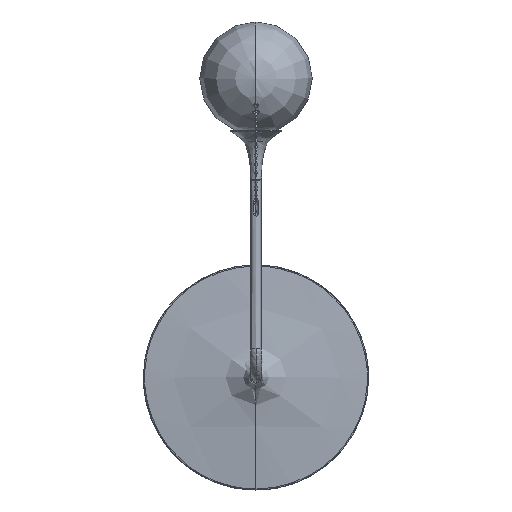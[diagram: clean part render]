
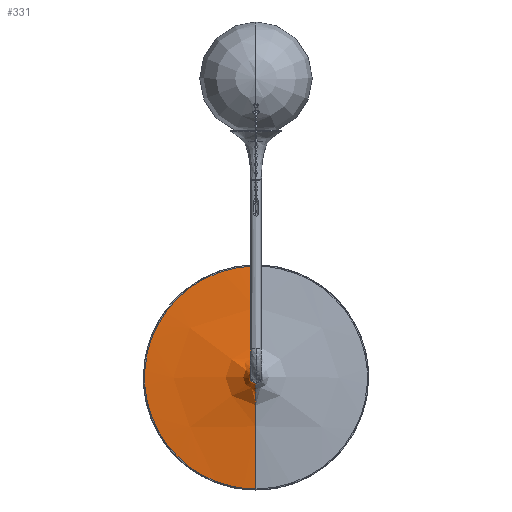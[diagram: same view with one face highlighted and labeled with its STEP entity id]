
A CAD part, top view. The second image highlights one B-rep face of the part: STEP entity #331.
In plain terms, the highlighted free-form (B-spline) face has degree [3, 5] with [4, 6] control points.
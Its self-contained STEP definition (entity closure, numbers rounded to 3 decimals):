
#331=ADVANCED_FACE('',(#437),#1952,.T.);
#437=FACE_OUTER_BOUND('',#543,.T.);
#543=EDGE_LOOP('',(#678,#679,#680,#681));
#678=ORIENTED_EDGE('',*,*,#1201,.T.);
#679=ORIENTED_EDGE('',*,*,#1198,.T.);
#680=ORIENTED_EDGE('',*,*,#1200,.T.);
#681=ORIENTED_EDGE('',*,*,#1202,.F.);
#1198=EDGE_CURVE('',#1752,#1751,#1657,.T.);
#1200=EDGE_CURVE('',#1751,#1753,#1658,.T.);
#1201=EDGE_CURVE('',#1754,#1752,#1659,.T.);
#1202=EDGE_CURVE('',#1754,#1753,#1469,.T.);
#1469=(
BOUNDED_CURVE()
B_SPLINE_CURVE(2,(#2510,#2511,#2512,#2513,#2514),.UNSPECIFIED.,.F.,.F.)
B_SPLINE_CURVE_WITH_KNOTS((3,2,3),(-15.708,-7.854,0.),
 .UNSPECIFIED.)
CURVE()
GEOMETRIC_REPRESENTATION_ITEM()
RATIONAL_B_SPLINE_CURVE((1.,0.707,1.,0.707,1.))
REPRESENTATION_ITEM('')
);
#1657=B_SPLINE_CURVE_WITH_KNOTS('',3,(#2481,#2482,#2483,#2484,#2485,#2486,
#2487,#2488,#2489,#2490,#2491,#2492),.UNSPECIFIED.,.F.,.F.,(4,1,1,1,1,1,
1,1,1,4),(-316.681,-294.061,-271.441,-226.201,
-180.961,-135.721,-90.48,-45.24,
-22.62,0.),.UNSPECIFIED.);
#1658=B_SPLINE_CURVE_WITH_KNOTS('',5,(#2498,#2499,#2500,#2501,#2502,#2503),
 .UNSPECIFIED.,.F.,.F.,(6,6),(-119.983,0.),.UNSPECIFIED.);
#1659=B_SPLINE_CURVE_WITH_KNOTS('',5,(#2504,#2505,#2506,#2507,#2508,#2509),
 .UNSPECIFIED.,.F.,.F.,(6,6),(-119.983,0.),.UNSPECIFIED.);
#1751=VERTEX_POINT('',#2437);
#1752=VERTEX_POINT('',#2438);
#1753=VERTEX_POINT('',#2439);
#1754=VERTEX_POINT('',#2440);
#1952=(
BOUNDED_SURFACE()
B_SPLINE_SURFACE(3,5,((#2397,#2398,#2399,#2400,#2401,#2402),(#2403,#2404,
#2405,#2406,#2407,#2408),(#2409,#2410,#2411,#2412,#2413,#2414),(#2415,#2416,
#2417,#2418,#2419,#2420)),.UNSPECIFIED.,.F.,.F.,.F.)
B_SPLINE_SURFACE_WITH_KNOTS((4,4),(6,6),(0.,598.412),(0.,237.869),
 .UNSPECIFIED.)
GEOMETRIC_REPRESENTATION_ITEM()
RATIONAL_B_SPLINE_SURFACE(((1.,1.,1.,
1.,1.,1.),(0.333,0.333,
0.333,0.333,0.333,0.333),(0.333,
0.333,0.333,0.333,0.333,0.333),
(1.,1.,1.,1.,1.,
1.)))
REPRESENTATION_ITEM('')
SURFACE()
);
#2397=CARTESIAN_POINT('',(0.008,99.719,14.11));
#2398=CARTESIAN_POINT('',(0.006,73.865,16.031));
#2399=CARTESIAN_POINT('',(0.004,48.012,17.952));
#2400=CARTESIAN_POINT('',(0.002,22.175,19.872));
#2401=CARTESIAN_POINT('',(0.,5.,21.175));
#2402=CARTESIAN_POINT('',(0.,5.,47.1));
#2403=CARTESIAN_POINT('',(-199.462,99.735,14.11));
#2404=CARTESIAN_POINT('',(-147.749,73.877,16.031));
#2405=CARTESIAN_POINT('',(-96.035,48.019,17.952));
#2406=CARTESIAN_POINT('',(-44.356,22.179,19.872));
#2407=CARTESIAN_POINT('',(-10.001,5.001,21.175));
#2408=CARTESIAN_POINT('',(-10.001,5.001,47.1));
#2409=CARTESIAN_POINT('',(-199.462,-99.735,14.11));
#2410=CARTESIAN_POINT('',(-147.749,-73.877,16.031));
#2411=CARTESIAN_POINT('',(-96.035,-48.019,17.952));
#2412=CARTESIAN_POINT('',(-44.356,-22.179,19.872));
#2413=CARTESIAN_POINT('',(-10.001,-5.001,21.175));
#2414=CARTESIAN_POINT('',(-10.001,-5.001,47.1));
#2415=CARTESIAN_POINT('',(0.008,-99.719,14.11));
#2416=CARTESIAN_POINT('',(0.006,-73.865,16.031));
#2417=CARTESIAN_POINT('',(0.004,-48.012,17.952));
#2418=CARTESIAN_POINT('',(0.002,-22.175,19.872));
#2419=CARTESIAN_POINT('',(0.,-5.,21.175));
#2420=CARTESIAN_POINT('',(0.,-5.,47.1));
#2437=CARTESIAN_POINT('',(0.,-98.94,14.168));
#2438=CARTESIAN_POINT('',(0.,98.94,14.168));
#2439=CARTESIAN_POINT('',(0.,-5.,47.1));
#2440=CARTESIAN_POINT('',(0.,5.,47.1));
#2481=CARTESIAN_POINT('',(0.,98.94,14.168));
#2482=CARTESIAN_POINT('',(-7.4,98.94,14.168));
#2483=CARTESIAN_POINT('',(-22.198,97.265,14.168));
#2484=CARTESIAN_POINT('',(-50.331,87.452,14.168));
#2485=CARTESIAN_POINT('',(-79.999,63.8,14.168));
#2486=CARTESIAN_POINT('',(-99.76,22.766,14.168));
#2487=CARTESIAN_POINT('',(-99.756,-22.768,14.168));
#2488=CARTESIAN_POINT('',(-80.001,-63.805,14.168));
#2489=CARTESIAN_POINT('',(-50.328,-87.452,14.168));
#2490=CARTESIAN_POINT('',(-22.197,-97.266,14.168));
#2491=CARTESIAN_POINT('',(-7.4,-98.94,14.168));
#2492=CARTESIAN_POINT('',(0.,-98.94,14.168));
#2498=CARTESIAN_POINT('',(0.,-98.94,14.168));
#2499=CARTESIAN_POINT('',(0.,-73.242,16.077));
#2500=CARTESIAN_POINT('',(0.,-47.546,17.987));
#2501=CARTESIAN_POINT('',(0.,-21.969,19.889));
#2502=CARTESIAN_POINT('',(0.,-5.,21.331));
#2503=CARTESIAN_POINT('',(0.,-5.,47.1));
#2504=CARTESIAN_POINT('',(0.,5.,47.1));
#2505=CARTESIAN_POINT('',(0.,5.,21.331));
#2506=CARTESIAN_POINT('',(0.,21.969,19.889));
#2507=CARTESIAN_POINT('',(0.,47.546,17.987));
#2508=CARTESIAN_POINT('',(0.,73.242,16.077));
#2509=CARTESIAN_POINT('',(0.,98.94,14.168));
#2510=CARTESIAN_POINT('',(0.,5.,47.1));
#2511=CARTESIAN_POINT('',(-5.,5.,47.1));
#2512=CARTESIAN_POINT('',(-5.,0.,47.1));
#2513=CARTESIAN_POINT('',(-5.,-5.,47.1));
#2514=CARTESIAN_POINT('',(0.,-5.,47.1));
